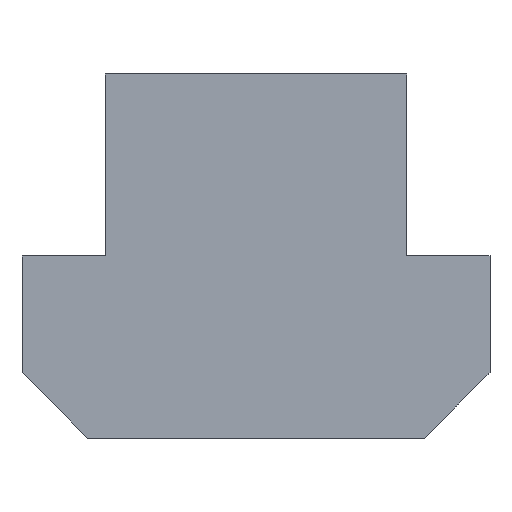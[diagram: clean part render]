
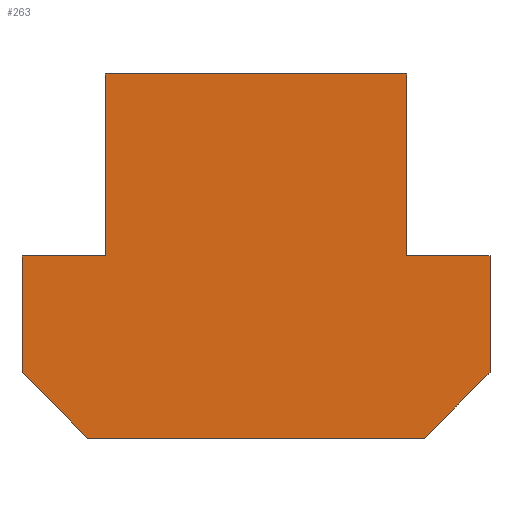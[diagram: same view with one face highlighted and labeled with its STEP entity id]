
A CAD part, front view. The second image highlights one B-rep face of the part: STEP entity #263.
In plain terms, the highlighted planar face has unit normal (0, -1, 0).
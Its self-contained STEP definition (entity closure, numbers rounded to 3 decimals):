
#119=EDGE_CURVE('',#131,#259,#313,.T.);
#125=EDGE_CURVE('',#133,#131,#319,.T.);
#131=VERTEX_POINT('',#326);
#133=VERTEX_POINT('',#328);
#149=EDGE_CURVE('',#251,#133,#347,.T.);
#159=EDGE_CURVE('',#179,#245,#357,.T.);
#177=EDGE_CURVE('',#201,#179,#378,.T.);
#179=VERTEX_POINT('',#380);
#183=EDGE_CURVE('',#245,#251,#384,.T.);
#187=EDGE_CURVE('',#221,#201,#388,.T.);
#201=VERTEX_POINT('',#403);
#213=EDGE_CURVE('',#277,#221,#417,.T.);
#221=VERTEX_POINT('',#425);
#235=EDGE_CURVE('',#259,#269,#442,.T.);
#245=VERTEX_POINT('',#453);
#251=VERTEX_POINT('',#459);
#257=EDGE_CURVE('',#269,#277,#465,.T.);
#259=VERTEX_POINT('',#467);
#263=ADVANCED_FACE('',(#471),#472,.T.);
#269=VERTEX_POINT('',#478);
#277=VERTEX_POINT('',#488);
#313=LINE('',#516,#517);
#319=LINE('',#528,#529);
#326=CARTESIAN_POINT('',(9.,-18.0,0.));
#328=CARTESIAN_POINT('',(5.8,-18.0,0.));
#347=LINE('',#564,#565);
#357=LINE('',#581,#582);
#378=LINE('',#610,#611);
#380=CARTESIAN_POINT('',(-5.8,-18.0,0.));
#384=LINE('',#620,#621);
#388=LINE('',#628,#629);
#403=CARTESIAN_POINT('',(-9.,-18.0,0.));
#417=LINE('',#666,#667);
#425=CARTESIAN_POINT('',(-9.,-18.0,-4.5));
#442=LINE('',#702,#703);
#453=CARTESIAN_POINT('',(-5.8,-18.0,7.));
#459=CARTESIAN_POINT('',(5.8,-18.0,7.));
#465=LINE('',#734,#735);
#467=CARTESIAN_POINT('',(9.,-18.0,-4.5));
#471=FACE_OUTER_BOUND('',#743,.T.);
#472=PLANE('',#744);
#478=CARTESIAN_POINT('',(6.5,-18.0,-7.));
#488=CARTESIAN_POINT('',(-6.5,-18.0,-7.));
#516=CARTESIAN_POINT('',(9.,-18.0,-4.5));
#517=VECTOR('',#785,1.0);
#528=CARTESIAN_POINT('',(9.,-18.0,0.));
#529=VECTOR('',#788,1.0);
#564=CARTESIAN_POINT('',(5.8,-18.0,0.));
#565=VECTOR('',#824,1.0);
#581=CARTESIAN_POINT('',(-5.8,-18.0,7.));
#582=VECTOR('',#835,1.0);
#610=CARTESIAN_POINT('',(-5.8,-18.0,0.));
#611=VECTOR('',#864,1.0);
#620=CARTESIAN_POINT('',(5.8,-18.0,7.));
#621=VECTOR('',#866,1.0);
#628=CARTESIAN_POINT('',(-9.,-18.0,0.));
#629=VECTOR('',#868,1.0);
#666=CARTESIAN_POINT('',(-9.,-18.0,-4.5));
#667=VECTOR('',#899,1.0);
#702=CARTESIAN_POINT('',(6.5,-18.0,-7.));
#703=VECTOR('',#926,1.0);
#734=CARTESIAN_POINT('',(-6.5,-18.0,-7.));
#735=VECTOR('',#942,1.0);
#743=EDGE_LOOP('',(#945,#946,#947,#948,#949,#950,#951,#952,#953,#954));
#744=AXIS2_PLACEMENT_3D('',#955,#956,#957);
#785=DIRECTION('',(0.0,0.,-1.0));
#788=DIRECTION('',(1.0,0.0,0.0));
#824=DIRECTION('',(0.0,0.,-1.0));
#835=DIRECTION('',(0.0,0.,1.0));
#864=DIRECTION('',(1.0,0.0,0.0));
#866=DIRECTION('',(1.0,0.0,0.0));
#868=DIRECTION('',(0.0,0.,1.0));
#899=DIRECTION('',(-0.707,0.,0.707));
#926=DIRECTION('',(-0.707,0.,-0.707));
#942=DIRECTION('',(-1.0,0.0,0.0));
#945=ORIENTED_EDGE('',*,*,#235,.F.);
#946=ORIENTED_EDGE('',*,*,#119,.F.);
#947=ORIENTED_EDGE('',*,*,#125,.F.);
#948=ORIENTED_EDGE('',*,*,#149,.F.);
#949=ORIENTED_EDGE('',*,*,#183,.F.);
#950=ORIENTED_EDGE('',*,*,#159,.F.);
#951=ORIENTED_EDGE('',*,*,#177,.F.);
#952=ORIENTED_EDGE('',*,*,#187,.F.);
#953=ORIENTED_EDGE('',*,*,#213,.F.);
#954=ORIENTED_EDGE('',*,*,#257,.F.);
#955=CARTESIAN_POINT('',(0.,-18.0,-0.355));
#956=DIRECTION('',(0.0,-1.0,0.));
#957=DIRECTION('',(1.0,0.0,0.0));
